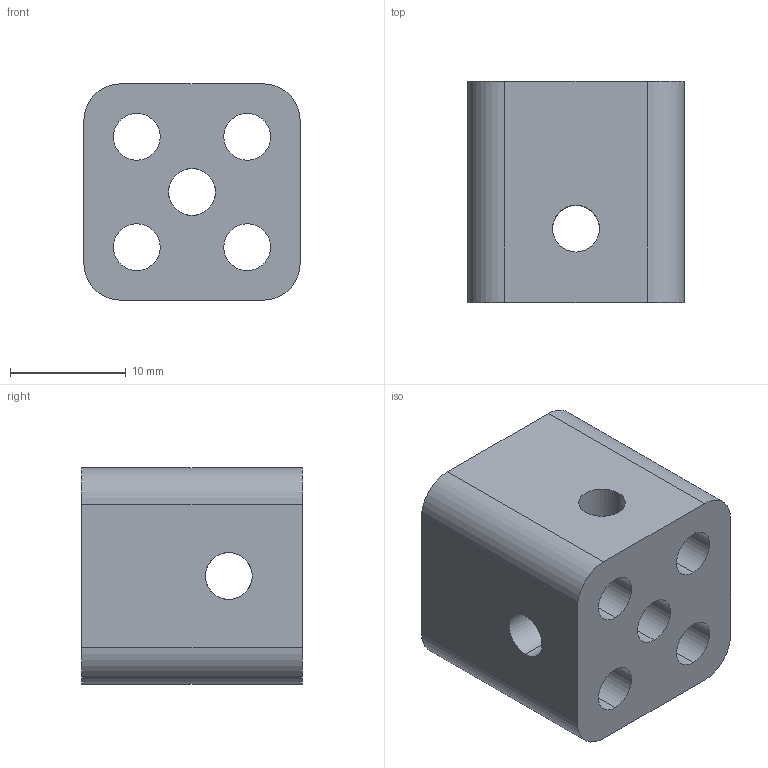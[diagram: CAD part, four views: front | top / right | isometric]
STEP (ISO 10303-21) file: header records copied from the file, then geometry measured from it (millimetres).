
FILE_DESCRIPTION (( 'STEP AP203' ), '1' );
FILE_NAME ('am-4819 Tube Plug for 1x1x.125.STEP', '2023-05-12T15:33:08', ( '' ), ( '' ), 'SwSTEP 2.0', 'SolidWorks 2022', '' );
FILE_SCHEMA (( 'CONFIG_CONTROL_DESIGN' ));
Length unit declared in the file: inch
Products named in the file (1): am-4819 Tube Plug for 1x1x.125
Bounding box: 18.67 x 19.05 x 18.67 mm (x, y, z)
Volume: 4869.4 mm3; surface area: 3363 mm2
Topology: 1 solids, 1 shells, 30 faces, 92 edges, 60 vertices
Faces by surface type: cylinder 24, plane 6
Entity records: 1155 total; most frequent: CARTESIAN_POINT 243, ORIENTED_EDGE 184, DIRECTION 170, EDGE_CURVE 92, AXIS2_PLACEMENT_3D 67, VERTEX_POINT 60, EDGE_LOOP 44, VECTOR 36
